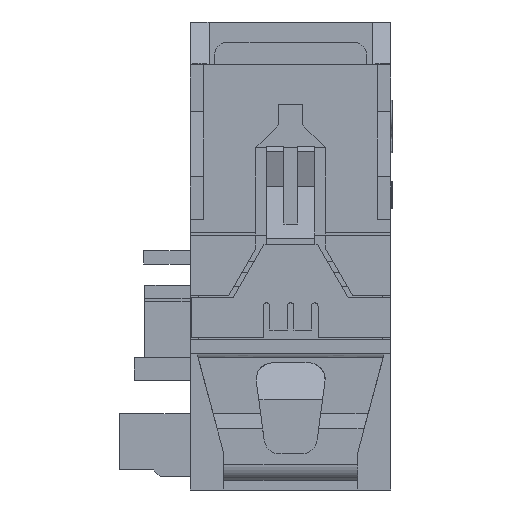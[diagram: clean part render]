
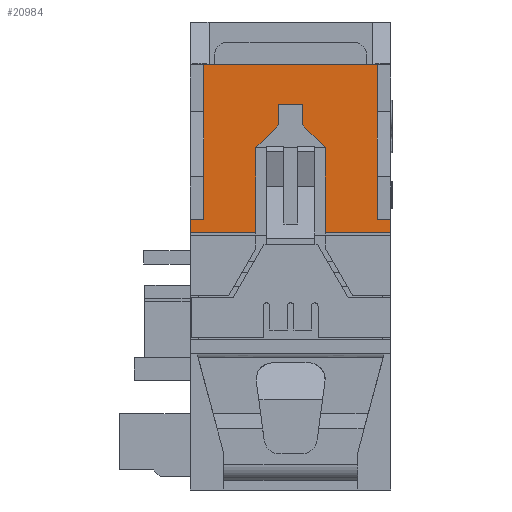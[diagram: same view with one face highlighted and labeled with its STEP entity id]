
A CAD part, front view. The second image highlights one B-rep face of the part: STEP entity #20984.
In plain terms, the highlighted planar face has unit normal (0, -1, 0).
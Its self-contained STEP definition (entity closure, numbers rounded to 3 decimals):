
#20984=ADVANCED_FACE('',(#26169),#23682,.T.);
#23682=PLANE('',#75387);
#26169=FACE_OUTER_BOUND('',#29126,.T.);
#29126=EDGE_LOOP('',(#35528,#35529,#35530,#35531,#35532,#35533,#35534,#35535,
#35536,#35537,#35538,#35539,#35540,#35541,#35542,#35543));
#35528=ORIENTED_EDGE('',*,*,#53860,.F.);
#35529=ORIENTED_EDGE('',*,*,#53861,.F.);
#35530=ORIENTED_EDGE('',*,*,#53862,.F.);
#35531=ORIENTED_EDGE('',*,*,#53863,.F.);
#35532=ORIENTED_EDGE('',*,*,#53864,.F.);
#35533=ORIENTED_EDGE('',*,*,#53865,.F.);
#35534=ORIENTED_EDGE('',*,*,#53866,.F.);
#35535=ORIENTED_EDGE('',*,*,#53867,.T.);
#35536=ORIENTED_EDGE('',*,*,#53182,.F.);
#35537=ORIENTED_EDGE('',*,*,#53868,.F.);
#35538=ORIENTED_EDGE('',*,*,#53869,.T.);
#35539=ORIENTED_EDGE('',*,*,#53636,.F.);
#35540=ORIENTED_EDGE('',*,*,#53859,.F.);
#35541=ORIENTED_EDGE('',*,*,#53870,.T.);
#35542=ORIENTED_EDGE('',*,*,#53871,.T.);
#35543=ORIENTED_EDGE('',*,*,#53566,.T.);
#47665=VERTEX_POINT('',#102033);
#47666=VERTEX_POINT('',#102035);
#48044=VERTEX_POINT('',#102858);
#48046=VERTEX_POINT('',#102861);
#48087=VERTEX_POINT('',#102999);
#48088=VERTEX_POINT('',#103001);
#48307=VERTEX_POINT('',#104019);
#48308=VERTEX_POINT('',#104023);
#48309=VERTEX_POINT('',#104025);
#48310=VERTEX_POINT('',#104027);
#48311=VERTEX_POINT('',#104029);
#48312=VERTEX_POINT('',#104031);
#48313=VERTEX_POINT('',#104033);
#48314=VERTEX_POINT('',#104035);
#48315=VERTEX_POINT('',#104038);
#48316=VERTEX_POINT('',#104041);
#53182=EDGE_CURVE('',#47665,#47666,#60169,.T.);
#53566=EDGE_CURVE('',#48046,#48044,#60538,.T.);
#53636=EDGE_CURVE('',#48087,#48088,#60608,.T.);
#53859=EDGE_CURVE('',#48307,#48087,#60786,.T.);
#53860=EDGE_CURVE('',#48308,#48044,#60787,.T.);
#53861=EDGE_CURVE('',#48309,#48308,#60788,.T.);
#53862=EDGE_CURVE('',#48310,#48309,#60789,.T.);
#53863=EDGE_CURVE('',#48311,#48310,#60790,.T.);
#53864=EDGE_CURVE('',#48312,#48311,#60791,.T.);
#53865=EDGE_CURVE('',#48313,#48312,#60792,.T.);
#53866=EDGE_CURVE('',#48314,#48313,#60793,.T.);
#53867=EDGE_CURVE('',#48314,#47666,#60794,.T.);
#53868=EDGE_CURVE('',#48315,#47665,#60795,.T.);
#53869=EDGE_CURVE('',#48315,#48088,#60796,.T.);
#53870=EDGE_CURVE('',#48307,#48316,#60797,.T.);
#53871=EDGE_CURVE('',#48316,#48046,#60798,.T.);
#60169=LINE('',#102034,#66604);
#60538=LINE('',#102860,#66973);
#60608=LINE('',#103000,#67043);
#60786=LINE('',#104020,#67221);
#60787=LINE('',#104022,#67222);
#60788=LINE('',#104024,#67223);
#60789=LINE('',#104026,#67224);
#60790=LINE('',#104028,#67225);
#60791=LINE('',#104030,#67226);
#60792=LINE('',#104032,#67227);
#60793=LINE('',#104034,#67228);
#60794=LINE('',#104036,#67229);
#60795=LINE('',#104037,#67230);
#60796=LINE('',#104039,#67231);
#60797=LINE('',#104040,#67232);
#60798=LINE('',#104042,#67233);
#66604=VECTOR('',#80325,1.);
#66973=VECTOR('',#80760,1.);
#67043=VECTOR('',#80886,1.);
#67221=VECTOR('',#81120,1.);
#67222=VECTOR('',#81123,1.);
#67223=VECTOR('',#81124,1.);
#67224=VECTOR('',#81125,1.);
#67225=VECTOR('',#81126,1.);
#67226=VECTOR('',#81127,1.);
#67227=VECTOR('',#81128,1.);
#67228=VECTOR('',#81129,1.);
#67229=VECTOR('',#81130,1.);
#67230=VECTOR('',#81131,1.);
#67231=VECTOR('',#81132,1.);
#67232=VECTOR('',#81133,1.);
#67233=VECTOR('',#81134,1.);
#75387=AXIS2_PLACEMENT_3D('',#104043,#81135,#81136);
#80325=DIRECTION('',(0.,0.,-1.));
#80760=DIRECTION('',(1.,0.,0.));
#80886=DIRECTION('',(1.,0.,0.));
#81120=DIRECTION('',(0.,0.,1.));
#81123=DIRECTION('',(0.,0.,-1.));
#81124=DIRECTION('',(-0.707,0.,-0.707));
#81125=DIRECTION('',(0.,0.,-1.));
#81126=DIRECTION('',(-1.,0.,0.));
#81127=DIRECTION('',(0.,0.,1.));
#81128=DIRECTION('',(-0.707,0.,0.707));
#81129=DIRECTION('',(0.,0.,1.));
#81130=DIRECTION('',(1.,0.,0.));
#81131=DIRECTION('',(1.,0.,0.));
#81132=DIRECTION('',(0.,0.,1.));
#81133=DIRECTION('',(-1.,0.,0.));
#81134=DIRECTION('',(0.,0.,-1.));
#81135=DIRECTION('',(0.,-1.,0.));
#81136=DIRECTION('',(0.,0.,-1.));
#102033=CARTESIAN_POINT('',(-6.9,-74.5,13.25));
#102034=CARTESIAN_POINT('',(-6.9,-74.5,24.8));
#102035=CARTESIAN_POINT('',(-6.9,-74.5,12.25));
#102858=CARTESIAN_POINT('',(-17.,-74.5,12.25));
#102860=CARTESIAN_POINT('',(-21.9,-74.5,12.25));
#102861=CARTESIAN_POINT('',(-21.9,-74.5,12.25));
#102999=CARTESIAN_POINT('',(-20.883,-74.5,24.8));
#103000=CARTESIAN_POINT('',(-21.9,-74.5,24.8));
#103001=CARTESIAN_POINT('',(-7.917,-74.5,24.8));
#104019=CARTESIAN_POINT('',(-20.883,-74.5,13.25));
#104020=CARTESIAN_POINT('',(-20.883,-74.5,13.25));
#104022=CARTESIAN_POINT('',(-17.,-74.5,18.6));
#104023=CARTESIAN_POINT('',(-17.,-74.5,18.6));
#104024=CARTESIAN_POINT('',(-15.3,-74.5,20.3));
#104025=CARTESIAN_POINT('',(-15.3,-74.5,20.3));
#104026=CARTESIAN_POINT('',(-15.3,-74.5,21.8));
#104027=CARTESIAN_POINT('',(-15.3,-74.5,21.8));
#104028=CARTESIAN_POINT('',(-13.5,-74.5,21.8));
#104029=CARTESIAN_POINT('',(-13.5,-74.5,21.8));
#104030=CARTESIAN_POINT('',(-13.5,-74.5,20.3));
#104031=CARTESIAN_POINT('',(-13.5,-74.5,20.3));
#104032=CARTESIAN_POINT('',(-11.8,-74.5,18.6));
#104033=CARTESIAN_POINT('',(-11.8,-74.5,18.6));
#104034=CARTESIAN_POINT('',(-11.8,-74.5,12.05));
#104035=CARTESIAN_POINT('',(-11.8,-74.5,12.25));
#104036=CARTESIAN_POINT('',(-21.9,-74.5,12.25));
#104037=CARTESIAN_POINT('',(-7.917,-74.5,13.25));
#104038=CARTESIAN_POINT('',(-7.917,-74.5,13.25));
#104039=CARTESIAN_POINT('',(-7.917,-74.5,13.25));
#104040=CARTESIAN_POINT('',(-20.883,-74.5,13.25));
#104041=CARTESIAN_POINT('',(-21.9,-74.5,13.25));
#104042=CARTESIAN_POINT('',(-21.9,-74.5,24.8));
#104043=CARTESIAN_POINT('',(-21.9,-74.5,24.8));
